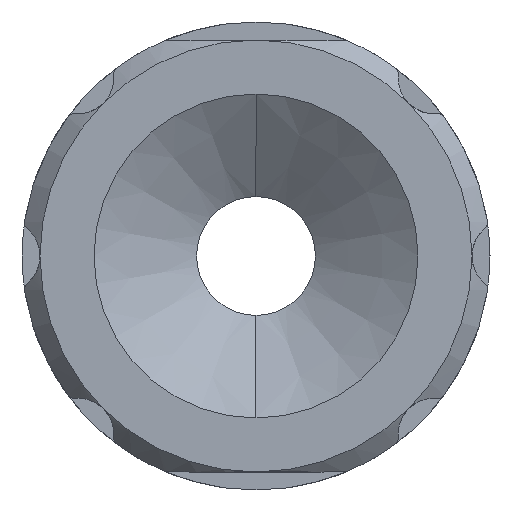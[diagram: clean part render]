
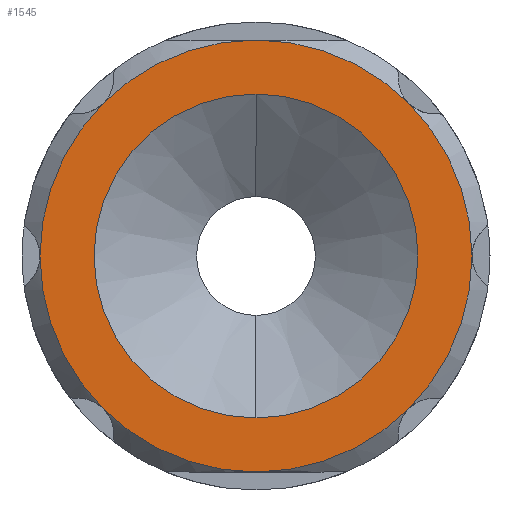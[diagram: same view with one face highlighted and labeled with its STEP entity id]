
A CAD part, front view. The second image highlights one B-rep face of the part: STEP entity #1545.
In plain terms, the highlighted planar face has unit normal (0, -1, 0).
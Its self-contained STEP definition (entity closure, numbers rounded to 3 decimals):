
#78 = AXIS2_PLACEMENT_3D ( 'NONE', #3383, #1538, #1636 ) ;
#89 = CARTESIAN_POINT ( 'NONE',  ( 0., 0., 0. ) ) ;
#112 = ORIENTED_EDGE ( 'NONE', *, *, #2192, .T. ) ;
#148 = CARTESIAN_POINT ( 'NONE',  ( 0., 0., 6. ) ) ;
#211 = CIRCLE ( 'NONE', #3874, 6. ) ;
#256 = ORIENTED_EDGE ( 'NONE', *, *, #795, .T. ) ;
#317 = DIRECTION ( 'NONE',  ( 0., -1., 0. ) ) ;
#419 = ORIENTED_EDGE ( 'NONE', *, *, #3028, .T. ) ;
#429 = EDGE_LOOP ( 'NONE', ( #256, #3896, #1241, #3754, #1059, #419, #3528, #112 ) ) ;
#476 = AXIS2_PLACEMENT_3D ( 'NONE', #2761, #1018, #996 ) ;
#592 = AXIS2_PLACEMENT_3D ( 'NONE', #89, #1845, #3977 ) ;
#785 = DIRECTION ( 'NONE',  ( 0., 0., -1. ) ) ;
#795 = EDGE_CURVE ( 'NONE', #3666, #1345, #2314, .T. ) ;
#810 = CARTESIAN_POINT ( 'NONE',  ( -6., 0., 0. ) ) ;
#969 = EDGE_CURVE ( 'NONE', #3671, #4403, #4024, .T. ) ;
#996 = DIRECTION ( 'NONE',  ( 0., 0., -1. ) ) ;
#1009 = EDGE_CURVE ( 'NONE', #3443, #1243, #2859, .T. ) ;
#1018 = DIRECTION ( 'NONE',  ( 0., -1., 0. ) ) ;
#1059 = ORIENTED_EDGE ( 'NONE', *, *, #2687, .T. ) ;
#1114 = VERTEX_POINT ( 'NONE', #810 ) ;
#1241 = ORIENTED_EDGE ( 'NONE', *, *, #2752, .T. ) ;
#1243 = VERTEX_POINT ( 'NONE', #3599 ) ;
#1336 = DIRECTION ( 'NONE',  ( 0., 0., -1. ) ) ;
#1338 = PLANE ( 'NONE',  #1352 ) ;
#1345 = VERTEX_POINT ( 'NONE', #148 ) ;
#1352 = AXIS2_PLACEMENT_3D ( 'NONE', #3847, #2452, #2384 ) ;
#1417 = EDGE_CURVE ( 'NONE', #4403, #3671, #4203, .T. ) ;
#1538 = DIRECTION ( 'NONE',  ( 0., 1., 0. ) ) ;
#1545 = ADVANCED_FACE ( 'NONE', ( #3548, #3529 ), #1338, .F. ) ;
#1630 = EDGE_CURVE ( 'NONE', #1345, #3395, #2962, .T. ) ;
#1636 = DIRECTION ( 'NONE',  ( 0., 0., 1. ) ) ;
#1687 = CIRCLE ( 'NONE', #4472, 6. ) ;
#1738 = DIRECTION ( 'NONE',  ( 0., 0., -1. ) ) ;
#1750 = CIRCLE ( 'NONE', #3919, 6. ) ;
#1845 = DIRECTION ( 'NONE',  ( 0., 1., 0. ) ) ;
#2094 = CARTESIAN_POINT ( 'NONE',  ( 0., 0., 0. ) ) ;
#2102 = ORIENTED_EDGE ( 'NONE', *, *, #1417, .T. ) ;
#2135 = CARTESIAN_POINT ( 'NONE',  ( 0., 0., 0. ) ) ;
#2192 = EDGE_CURVE ( 'NONE', #1243, #3666, #2516, .T. ) ;
#2314 = CIRCLE ( 'NONE', #4265, 6. ) ;
#2332 = AXIS2_PLACEMENT_3D ( 'NONE', #2135, #4000, #3570 ) ;
#2334 = CARTESIAN_POINT ( 'NONE',  ( 0., 0., 0. ) ) ;
#2338 = CARTESIAN_POINT ( 'NONE',  ( 0., 0., 4.5 ) ) ;
#2384 = DIRECTION ( 'NONE',  ( 0., 0., 1. ) ) ;
#2452 = DIRECTION ( 'NONE',  ( 0., 1., 0. ) ) ;
#2461 = CARTESIAN_POINT ( 'NONE',  ( 0., 0., 0. ) ) ;
#2516 = CIRCLE ( 'NONE', #476, 6. ) ;
#2583 = CARTESIAN_POINT ( 'NONE',  ( 0., 0., 0. ) ) ;
#2627 = EDGE_LOOP ( 'NONE', ( #3813, #2102 ) ) ;
#2687 = EDGE_CURVE ( 'NONE', #2830, #3072, #1750, .T. ) ;
#2752 = EDGE_CURVE ( 'NONE', #3395, #1114, #4375, .T. ) ;
#2761 = CARTESIAN_POINT ( 'NONE',  ( 0., 0., 0. ) ) ;
#2770 = DIRECTION ( 'NONE',  ( 0., 0., -1. ) ) ;
#2772 = CARTESIAN_POINT ( 'NONE',  ( 4.243, 0., 4.243 ) ) ;
#2804 = CARTESIAN_POINT ( 'NONE',  ( 0., 0., 0. ) ) ;
#2830 = VERTEX_POINT ( 'NONE', #3225 ) ;
#2859 = CIRCLE ( 'NONE', #2332, 6. ) ;
#2962 = CIRCLE ( 'NONE', #3930, 6. ) ;
#3000 = CARTESIAN_POINT ( 'NONE',  ( 0., 0., -6. ) ) ;
#3028 = EDGE_CURVE ( 'NONE', #3072, #3443, #211, .T. ) ;
#3072 = VERTEX_POINT ( 'NONE', #3000 ) ;
#3141 = CARTESIAN_POINT ( 'NONE',  ( 0., 0., -4.5 ) ) ;
#3158 = DIRECTION ( 'NONE',  ( 0., -1., 0. ) ) ;
#3225 = CARTESIAN_POINT ( 'NONE',  ( -4.243, 0., -4.243 ) ) ;
#3383 = CARTESIAN_POINT ( 'NONE',  ( 0., 0., 0. ) ) ;
#3386 = DIRECTION ( 'NONE',  ( 0., -1., 0. ) ) ;
#3395 = VERTEX_POINT ( 'NONE', #4622 ) ;
#3410 = DIRECTION ( 'NONE',  ( 0., 0., -1. ) ) ;
#3443 = VERTEX_POINT ( 'NONE', #4429 ) ;
#3484 = DIRECTION ( 'NONE',  ( 0., -1., 0. ) ) ;
#3503 = DIRECTION ( 'NONE',  ( 0., -1., 0. ) ) ;
#3528 = ORIENTED_EDGE ( 'NONE', *, *, #1009, .T. ) ;
#3529 = FACE_BOUND ( 'NONE', #2627, .T. ) ;
#3548 = FACE_OUTER_BOUND ( 'NONE', #429, .T. ) ;
#3570 = DIRECTION ( 'NONE',  ( 0., 0., -1. ) ) ;
#3599 = CARTESIAN_POINT ( 'NONE',  ( 6., 0., 0. ) ) ;
#3627 = AXIS2_PLACEMENT_3D ( 'NONE', #2461, #3158, #2770 ) ;
#3666 = VERTEX_POINT ( 'NONE', #2772 ) ;
#3671 = VERTEX_POINT ( 'NONE', #3141 ) ;
#3754 = ORIENTED_EDGE ( 'NONE', *, *, #4587, .T. ) ;
#3813 = ORIENTED_EDGE ( 'NONE', *, *, #969, .T. ) ;
#3816 = CARTESIAN_POINT ( 'NONE',  ( 0., 0., 0. ) ) ;
#3847 = CARTESIAN_POINT ( 'NONE',  ( 0., 0., 0. ) ) ;
#3874 = AXIS2_PLACEMENT_3D ( 'NONE', #2334, #3386, #3410 ) ;
#3896 = ORIENTED_EDGE ( 'NONE', *, *, #1630, .T. ) ;
#3919 = AXIS2_PLACEMENT_3D ( 'NONE', #3816, #317, #4636 ) ;
#3930 = AXIS2_PLACEMENT_3D ( 'NONE', #2583, #3978, #785 ) ;
#3977 = DIRECTION ( 'NONE',  ( 0., 0., 1. ) ) ;
#3978 = DIRECTION ( 'NONE',  ( 0., -1., 0. ) ) ;
#4000 = DIRECTION ( 'NONE',  ( 0., -1., 0. ) ) ;
#4024 = CIRCLE ( 'NONE', #592, 4.5 ) ;
#4203 = CIRCLE ( 'NONE', #78, 4.5 ) ;
#4265 = AXIS2_PLACEMENT_3D ( 'NONE', #2804, #3503, #1336 ) ;
#4375 = CIRCLE ( 'NONE', #3627, 6. ) ;
#4403 = VERTEX_POINT ( 'NONE', #2338 ) ;
#4429 = CARTESIAN_POINT ( 'NONE',  ( 4.243, 0., -4.243 ) ) ;
#4472 = AXIS2_PLACEMENT_3D ( 'NONE', #2094, #3484, #1738 ) ;
#4587 = EDGE_CURVE ( 'NONE', #1114, #2830, #1687, .T. ) ;
#4622 = CARTESIAN_POINT ( 'NONE',  ( -4.243, 0., 4.243 ) ) ;
#4636 = DIRECTION ( 'NONE',  ( 0., 0., -1. ) ) ;
